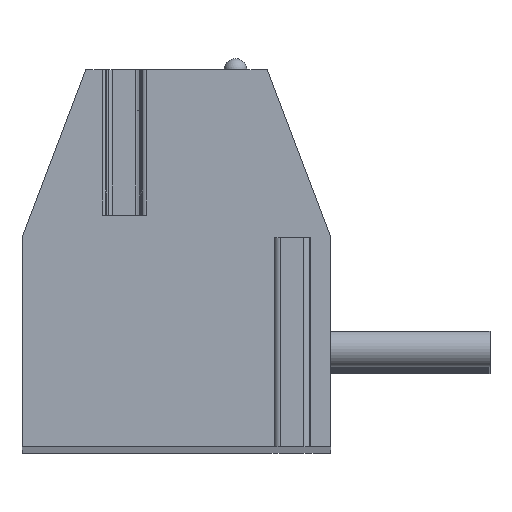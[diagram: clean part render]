
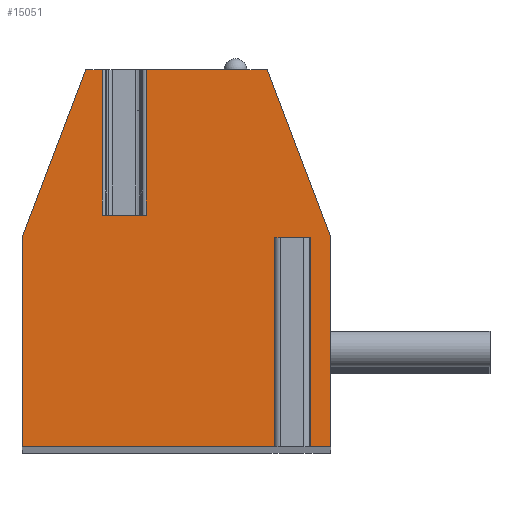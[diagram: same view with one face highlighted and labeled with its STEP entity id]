
A CAD part, top view. The second image highlights one B-rep face of the part: STEP entity #15051.
In plain terms, the highlighted planar face has unit normal (0, 0, 1).
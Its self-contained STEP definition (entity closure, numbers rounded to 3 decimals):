
#14=DIRECTION('',(0.,1.,0.));
#15=VECTOR('',#14,3.2);
#16=CARTESIAN_POINT('',(-1.636,1.,81.915));
#17=LINE('',#16,#15);
#18=DIRECTION('',(1.,0.,0.));
#19=VECTOR('',#18,0.972);
#20=CARTESIAN_POINT('',(-1.636,1.,81.915));
#21=LINE('',#20,#19);
#22=DIRECTION('',(0.,1.,0.));
#23=VECTOR('',#22,3.2);
#24=CARTESIAN_POINT('',(-0.664,1.,81.915));
#25=LINE('',#24,#23);
#26=DIRECTION('',(-1.,0.,0.));
#27=VECTOR('',#26,2.659);
#28=CARTESIAN_POINT('',(1.995,4.2,81.915));
#29=LINE('',#28,#27);
#30=DIRECTION('',(-0.355,0.935,0.));
#31=VECTOR('',#30,3.958);
#32=CARTESIAN_POINT('',(3.4,0.5,81.915));
#33=LINE('',#32,#31);
#34=DIRECTION('',(0.,1.,0.));
#35=VECTOR('',#34,4.6);
#36=CARTESIAN_POINT('',(3.4,-4.1,81.915));
#37=LINE('',#36,#35);
#38=DIRECTION('',(1.,0.,0.));
#39=VECTOR('',#38,0.625);
#40=CARTESIAN_POINT('',(2.775,-4.1,81.915));
#41=LINE('',#40,#39);
#42=DIRECTION('',(0.,1.,0.));
#43=VECTOR('',#42,4.6);
#44=CARTESIAN_POINT('',(2.775,-4.1,81.915));
#45=LINE('',#44,#43);
#46=DIRECTION('',(-1.,0.,0.));
#47=VECTOR('',#46,0.45);
#48=CARTESIAN_POINT('',(2.775,0.5,81.915));
#49=LINE('',#48,#47);
#50=DIRECTION('',(0.,1.,0.));
#51=VECTOR('',#50,4.6);
#52=CARTESIAN_POINT('',(2.325,-4.1,81.915));
#53=LINE('',#52,#51);
#54=DIRECTION('',(1.,0.,0.));
#55=VECTOR('',#54,5.725);
#56=CARTESIAN_POINT('',(-3.4,-4.1,81.915));
#57=LINE('',#56,#55);
#58=DIRECTION('',(0.,-1.,0.));
#59=VECTOR('',#58,4.6);
#60=CARTESIAN_POINT('',(-3.4,0.5,81.915));
#61=LINE('',#60,#59);
#62=DIRECTION('',(-0.355,-0.935,0.));
#63=VECTOR('',#62,3.958);
#64=CARTESIAN_POINT('',(-1.995,4.2,81.915));
#65=LINE('',#64,#63);
#66=DIRECTION('',(-1.,0.,0.));
#67=VECTOR('',#66,0.359);
#68=CARTESIAN_POINT('',(-1.636,4.2,81.915));
#69=LINE('',#68,#67);
#11814=CARTESIAN_POINT('',(-1.995,4.2,81.915));
#11815=CARTESIAN_POINT('',(-3.4,0.5,81.915));
#11816=VERTEX_POINT('',#11814);
#11817=VERTEX_POINT('',#11815);
#11818=CARTESIAN_POINT('',(-3.4,-4.1,81.915));
#11819=VERTEX_POINT('',#11818);
#11820=CARTESIAN_POINT('',(3.4,-4.1,81.915));
#11821=CARTESIAN_POINT('',(3.4,0.5,81.915));
#11822=VERTEX_POINT('',#11820);
#11823=VERTEX_POINT('',#11821);
#11824=CARTESIAN_POINT('',(1.995,4.2,81.915));
#11825=VERTEX_POINT('',#11824);
#11862=CARTESIAN_POINT('',(2.775,0.5,81.915));
#11863=CARTESIAN_POINT('',(2.325,0.5,81.915));
#11864=VERTEX_POINT('',#11862);
#11865=VERTEX_POINT('',#11863);
#11866=CARTESIAN_POINT('',(2.325,-4.1,81.915));
#11867=VERTEX_POINT('',#11866);
#11868=CARTESIAN_POINT('',(2.775,-4.1,81.915));
#11869=VERTEX_POINT('',#11868);
#11930=CARTESIAN_POINT('',(-1.636,1.,81.915));
#11931=CARTESIAN_POINT('',(-1.636,4.2,81.915));
#11932=VERTEX_POINT('',#11930);
#11933=VERTEX_POINT('',#11931);
#11934=CARTESIAN_POINT('',(-0.664,1.,81.915));
#11935=CARTESIAN_POINT('',(-0.664,4.2,81.915));
#11936=VERTEX_POINT('',#11934);
#11937=VERTEX_POINT('',#11935);
#15016=CARTESIAN_POINT('',(0.,0.,81.915));
#15017=DIRECTION('',(0.,0.,1.));
#15018=DIRECTION('',(1.,0.,0.));
#15019=AXIS2_PLACEMENT_3D('',#15016,#15017,#15018);
#15020=PLANE('',#15019);
#15022=ORIENTED_EDGE('',*,*,#15021,.F.);
#15024=ORIENTED_EDGE('',*,*,#15023,.T.);
#15026=ORIENTED_EDGE('',*,*,#15025,.T.);
#15028=ORIENTED_EDGE('',*,*,#15027,.F.);
#15030=ORIENTED_EDGE('',*,*,#15029,.F.);
#15032=ORIENTED_EDGE('',*,*,#15031,.F.);
#15034=ORIENTED_EDGE('',*,*,#15033,.F.);
#15036=ORIENTED_EDGE('',*,*,#15035,.T.);
#15038=ORIENTED_EDGE('',*,*,#15037,.T.);
#15040=ORIENTED_EDGE('',*,*,#15039,.F.);
#15042=ORIENTED_EDGE('',*,*,#15041,.F.);
#15044=ORIENTED_EDGE('',*,*,#15043,.F.);
#15046=ORIENTED_EDGE('',*,*,#15045,.F.);
#15048=ORIENTED_EDGE('',*,*,#15047,.F.);
#15049=EDGE_LOOP('',(#15022,#15024,#15026,#15028,#15030,#15032,#15034,#15036,
#15038,#15040,#15042,#15044,#15046,#15048));
#15050=FACE_OUTER_BOUND('',#15049,.F.);
#15021=EDGE_CURVE('',#11932,#11933,#17,.T.);
#15023=EDGE_CURVE('',#11932,#11936,#21,.T.);
#15025=EDGE_CURVE('',#11936,#11937,#25,.T.);
#15027=EDGE_CURVE('',#11825,#11937,#29,.T.);
#15029=EDGE_CURVE('',#11823,#11825,#33,.T.);
#15031=EDGE_CURVE('',#11822,#11823,#37,.T.);
#15033=EDGE_CURVE('',#11869,#11822,#41,.T.);
#15035=EDGE_CURVE('',#11869,#11864,#45,.T.);
#15037=EDGE_CURVE('',#11864,#11865,#49,.T.);
#15039=EDGE_CURVE('',#11867,#11865,#53,.T.);
#15041=EDGE_CURVE('',#11819,#11867,#57,.T.);
#15043=EDGE_CURVE('',#11817,#11819,#61,.T.);
#15045=EDGE_CURVE('',#11816,#11817,#65,.T.);
#15047=EDGE_CURVE('',#11933,#11816,#69,.T.);
#15051=ADVANCED_FACE('',(#15050),#15020,.T.);
